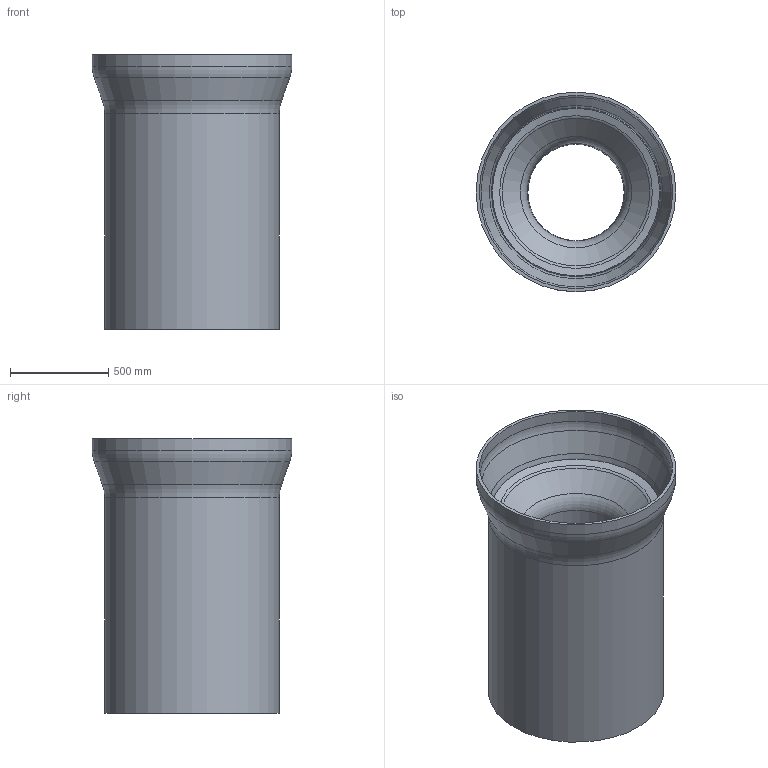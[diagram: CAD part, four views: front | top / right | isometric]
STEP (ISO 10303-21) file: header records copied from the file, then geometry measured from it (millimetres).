
FILE_DESCRIPTION(/* description */ (''),/* implementation_level */ '2;1');
FILE_NAME(/* name */ '16341.050X_3D.stp',/* time_stamp */ '2024-12-12T07:24:02+01:00',/* author */ ('CAD'),/* organization */ (''),/* preprocessor_version */ 'ST-DEVELOPER v20',/* originating_system */ 'AutoCAD Mechanical',/* authorisation */ '');
FILE_SCHEMA (('AUTOMOTIVE_DESIGN { 1 0 10303 214 3 1 1 }'));
Length unit declared in the file: centimetre
Products named in the file (2): Product; *S0
Assembly tree (1 placements, depth 2):
  Product
    *S0
Bounding box: 1017 x 1017 x 1400 mm (x, y, z)
Volume: 93995704.1 mm3; surface area: 12165072.7 mm2
Topology: 2 solids, 2 shells, 27 faces, 71 edges, 47 vertices
Faces by surface type: cone 10, torus 9, cylinder 6, plane 2
Full cylindrical faces by diameter (mm): 500 x1, 530 x1, 858 x1, 890 x1, 985 x1, 1017 x1
Entity records: 941 total; most frequent: DIRECTION 185, CARTESIAN_POINT 148, ORIENTED_EDGE 140, AXIS2_PLACEMENT_3D 84, EDGE_CURVE 70, CIRCLE 54, VERTEX_POINT 45, EDGE_LOOP 29
